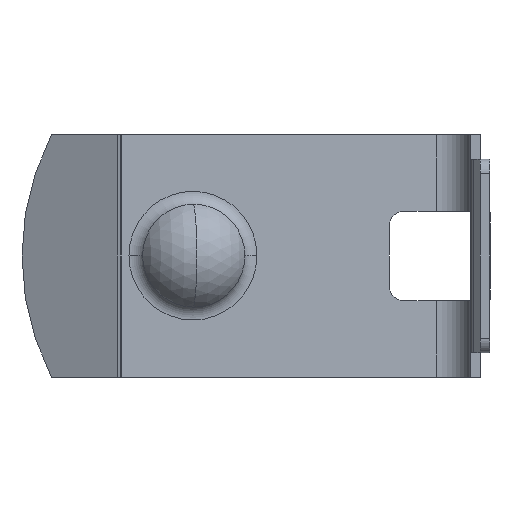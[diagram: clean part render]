
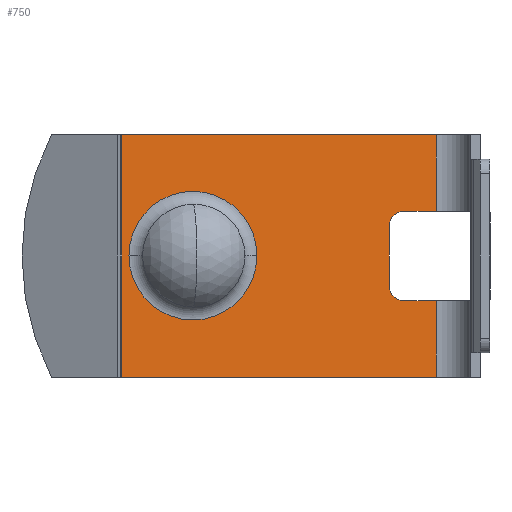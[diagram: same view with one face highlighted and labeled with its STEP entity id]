
A CAD part, left-side view. The second image highlights one B-rep face of the part: STEP entity #750.
In plain terms, the highlighted planar face has unit normal (-0.995, -0.104, 0).
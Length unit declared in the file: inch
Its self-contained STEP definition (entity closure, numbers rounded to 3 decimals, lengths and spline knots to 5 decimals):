
#471 = EDGE_CURVE ( 'NONE', #882, #720, #1627, .T. ) ;
#592 = VERTEX_POINT ( 'NONE', #1711 ) ;
#677 = ORIENTED_EDGE ( 'NONE', *, *, #678, .T. ) ;
#678 = EDGE_CURVE ( 'NONE', #686, #679, #1919, .T. ) ;
#679 = VERTEX_POINT ( 'NONE', #2051 ) ;
#680 = VERTEX_POINT ( 'NONE', #2050 ) ;
#681 = ORIENTED_EDGE ( 'NONE', *, *, #682, .F. ) ;
#682 = EDGE_CURVE ( 'NONE', #680, #679, #2049, .T. ) ;
#683 = VERTEX_POINT ( 'NONE', #2045 ) ;
#684 = EDGE_CURVE ( 'NONE', #686, #880, #2044, .T. ) ;
#685 = EDGE_CURVE ( 'NONE', #683, #842, #2130, .T. ) ;
#686 = VERTEX_POINT ( 'NONE', #2126 ) ;
#687 = ORIENTED_EDGE ( 'NONE', *, *, #688, .F. ) ;
#688 = EDGE_CURVE ( 'NONE', #880, #683, #2125, .T. ) ;
#701 = VERTEX_POINT ( 'NONE', #1962 ) ;
#713 = VERTEX_POINT ( 'NONE', #2076 ) ;
#716 = EDGE_CURVE ( 'NONE', #701, #713, #2075, .T. ) ;
#718 = EDGE_CURVE ( 'NONE', #720, #721, #2013, .T. ) ;
#719 = ORIENTED_EDGE ( 'NONE', *, *, #471, .F. ) ;
#720 = VERTEX_POINT ( 'NONE', #2009 ) ;
#721 = VERTEX_POINT ( 'NONE', #2008 ) ;
#740 = ORIENTED_EDGE ( 'NONE', *, *, #716, .F. ) ;
#742 = EDGE_LOOP ( 'NONE', ( #740, #831 ) ) ;
#743 = ORIENTED_EDGE ( 'NONE', *, *, #744, .T. ) ;
#744 = EDGE_CURVE ( 'NONE', #680, #721, #1985, .T. ) ;
#748 = EDGE_LOOP ( 'NONE', ( #751, #719, #885, #884, #886, #687, #881, #677, #681, #743 ) ) ;
#750 = ADVANCED_FACE ( 'NONE', ( #2100, #2099 ), #2098, .T. ) ;
#751 = ORIENTED_EDGE ( 'NONE', *, *, #718, .F. ) ;
#831 = ORIENTED_EDGE ( 'NONE', *, *, #832, .F. ) ;
#832 = EDGE_CURVE ( 'NONE', #713, #701, #2159, .T. ) ;
#842 = VERTEX_POINT ( 'NONE', #2285 ) ;
#848 = EDGE_CURVE ( 'NONE', #592, #842, #2212, .T. ) ;
#880 = VERTEX_POINT ( 'NONE', #2175 ) ;
#881 = ORIENTED_EDGE ( 'NONE', *, *, #684, .F. ) ;
#882 = VERTEX_POINT ( 'NONE', #2174 ) ;
#883 = EDGE_CURVE ( 'NONE', #882, #592, #2173, .T. ) ;
#884 = ORIENTED_EDGE ( 'NONE', *, *, #848, .T. ) ;
#885 = ORIENTED_EDGE ( 'NONE', *, *, #883, .T. ) ;
#886 = ORIENTED_EDGE ( 'NONE', *, *, #685, .F. ) ;
#1585 = DIRECTION ( 'NONE',  ( 0., 0., -1. ) ) ;
#1586 = VECTOR ( 'NONE', #1585, 39.37008 ) ;
#1626 = CARTESIAN_POINT ( 'NONE',  ( 0.363, 0.03534, 0.25 ) ) ;
#1627 = LINE ( 'NONE', #1626, #1586 ) ;
#1711 = CARTESIAN_POINT ( 'NONE',  ( 0.32892, 0.35962, 0.25 ) ) ;
#1916 = DIRECTION ( 'NONE',  ( 0.995, 0.105, 0. ) ) ;
#1917 = CARTESIAN_POINT ( 'NONE',  ( 0.35946, 0.06899, 0.094 ) ) ;
#1918 = AXIS2_PLACEMENT_3D ( 'NONE', #1917, #1916, #2052 ) ;
#1919 = CIRCLE ( 'NONE', #1918, 0.015 ) ;
#1962 = CARTESIAN_POINT ( 'NONE',  ( 0.32967, 0.35243, 0.12532 ) ) ;
#1984 = AXIS2_PLACEMENT_3D ( 'NONE', #2116, #2115, #2114 ) ;
#1985 = CIRCLE ( 'NONE', #1984, 0.015 ) ;
#2008 = CARTESIAN_POINT ( 'NONE',  ( 0.35946, 0.06899, 0.171 ) ) ;
#2009 = CARTESIAN_POINT ( 'NONE',  ( 0.363, 0.03534, 0.171 ) ) ;
#2010 = DIRECTION ( 'NONE',  ( -0.105, 0.995, 0. ) ) ;
#2011 = VECTOR ( 'NONE', #2010, 39.37008 ) ;
#2012 = CARTESIAN_POINT ( 'NONE',  ( 0.37567, -0.08516, 0.171 ) ) ;
#2013 = LINE ( 'NONE', #2012, #2011 ) ;
#2014 = DIRECTION ( 'NONE',  ( -0.105, 0.995, 0. ) ) ;
#2043 = CARTESIAN_POINT ( 'NONE',  ( 0.37567, -0.08516, 0.079 ) ) ;
#2044 = LINE ( 'NONE', #2043, #2132 ) ;
#2045 = CARTESIAN_POINT ( 'NONE',  ( 0.363, 0.03534, 0. ) ) ;
#2046 = DIRECTION ( 'NONE',  ( 0., 0., -1. ) ) ;
#2047 = VECTOR ( 'NONE', #2046, 39.37008 ) ;
#2048 = CARTESIAN_POINT ( 'NONE',  ( 0.3579, 0.08391, 0.079 ) ) ;
#2049 = LINE ( 'NONE', #2048, #2047 ) ;
#2050 = CARTESIAN_POINT ( 'NONE',  ( 0.3579, 0.08391, 0.156 ) ) ;
#2051 = CARTESIAN_POINT ( 'NONE',  ( 0.3579, 0.08391, 0.094 ) ) ;
#2052 = DIRECTION ( 'NONE',  ( 0.105, -0.995, 0. ) ) ;
#2072 = DIRECTION ( 'NONE',  ( -0.995, -0.105, 0. ) ) ;
#2073 = CARTESIAN_POINT ( 'NONE',  ( 0.33661, 0.28646, 0.12532 ) ) ;
#2074 = AXIS2_PLACEMENT_3D ( 'NONE', #2073, #2072, #2014 ) ;
#2075 = CIRCLE ( 'NONE', #2074, 0.06634 ) ;
#2076 = CARTESIAN_POINT ( 'NONE',  ( 0.34354, 0.22048, 0.12532 ) ) ;
#2093 = DIRECTION ( 'NONE',  ( 0.105, -0.995, 0. ) ) ;
#2094 = DIRECTION ( 'NONE',  ( -0.995, -0.105, 0. ) ) ;
#2096 = CARTESIAN_POINT ( 'NONE',  ( 0.363, 0.03534, 0.25 ) ) ;
#2097 = AXIS2_PLACEMENT_3D ( 'NONE', #2096, #2094, #2093 ) ;
#2098 = PLANE ( 'NONE',  #2097 ) ;
#2099 = FACE_BOUND ( 'NONE', #742, .T. ) ;
#2100 = FACE_OUTER_BOUND ( 'NONE', #748, .T. ) ;
#2114 = DIRECTION ( 'NONE',  ( 0.105, -0.995, 0. ) ) ;
#2115 = DIRECTION ( 'NONE',  ( 0.995, 0.105, 0. ) ) ;
#2116 = CARTESIAN_POINT ( 'NONE',  ( 0.35946, 0.06899, 0.156 ) ) ;
#2122 = DIRECTION ( 'NONE',  ( 0., 0., -1. ) ) ;
#2123 = VECTOR ( 'NONE', #2122, 39.37008 ) ;
#2124 = CARTESIAN_POINT ( 'NONE',  ( 0.363, 0.03534, 0.25 ) ) ;
#2125 = LINE ( 'NONE', #2124, #2123 ) ;
#2126 = CARTESIAN_POINT ( 'NONE',  ( 0.35946, 0.06899, 0.079 ) ) ;
#2127 = DIRECTION ( 'NONE',  ( -0.105, 0.995, 0. ) ) ;
#2128 = VECTOR ( 'NONE', #2127, 39.37008 ) ;
#2129 = CARTESIAN_POINT ( 'NONE',  ( 0.363, 0.03534, 0. ) ) ;
#2130 = LINE ( 'NONE', #2129, #2128 ) ;
#2131 = DIRECTION ( 'NONE',  ( 0.105, -0.995, 0. ) ) ;
#2132 = VECTOR ( 'NONE', #2131, 39.37008 ) ;
#2157 = DIRECTION ( 'NONE',  ( -0.995, -0.105, 0. ) ) ;
#2158 = AXIS2_PLACEMENT_3D ( 'NONE', #2254, #2157, #2203 ) ;
#2159 = CIRCLE ( 'NONE', #2158, 0.06634 ) ;
#2170 = DIRECTION ( 'NONE',  ( -0.105, 0.995, 0. ) ) ;
#2171 = VECTOR ( 'NONE', #2170, 39.37008 ) ;
#2172 = CARTESIAN_POINT ( 'NONE',  ( 0.363, 0.03534, 0.25 ) ) ;
#2173 = LINE ( 'NONE', #2172, #2171 ) ;
#2174 = CARTESIAN_POINT ( 'NONE',  ( 0.363, 0.03534, 0.25 ) ) ;
#2175 = CARTESIAN_POINT ( 'NONE',  ( 0.363, 0.03534, 0.079 ) ) ;
#2203 = DIRECTION ( 'NONE',  ( -0.105, 0.995, 0. ) ) ;
#2209 = DIRECTION ( 'NONE',  ( 0., 0., -1. ) ) ;
#2210 = VECTOR ( 'NONE', #2209, 39.37008 ) ;
#2211 = CARTESIAN_POINT ( 'NONE',  ( 0.32892, 0.35962, 0.25 ) ) ;
#2212 = LINE ( 'NONE', #2211, #2210 ) ;
#2254 = CARTESIAN_POINT ( 'NONE',  ( 0.33661, 0.28646, 0.12532 ) ) ;
#2285 = CARTESIAN_POINT ( 'NONE',  ( 0.32892, 0.35962, 0. ) ) ;
